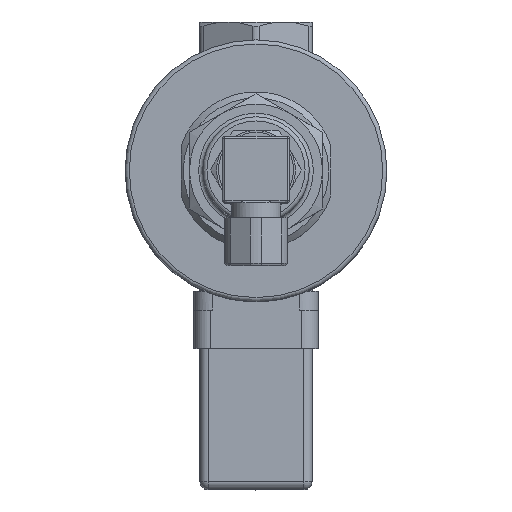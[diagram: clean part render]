
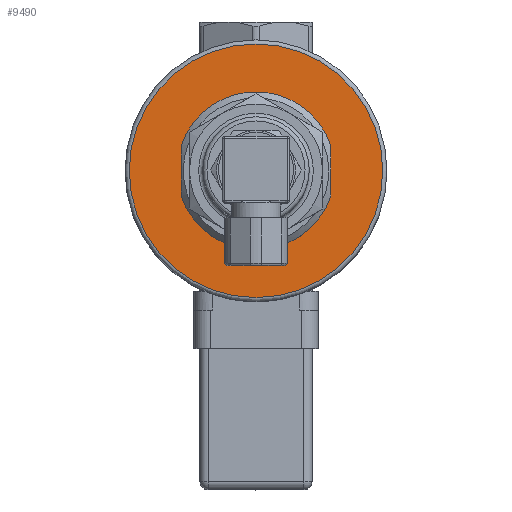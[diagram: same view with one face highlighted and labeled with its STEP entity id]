
A CAD part, top view. The second image highlights one B-rep face of the part: STEP entity #9490.
In plain terms, the highlighted planar face has unit normal (0, 0, 1).
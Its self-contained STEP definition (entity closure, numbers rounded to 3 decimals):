
#722=LINE('',#14748,#1277);
#723=LINE('',#14752,#1278);
#1277=VECTOR('',#11647,12.166);
#1278=VECTOR('',#11650,12.166);
#1745=PLANE('',#10184);
#1947=FACE_BOUND('',#2749,.T.);
#2107=FACE_OUTER_BOUND('',#2748,.T.);
#2748=EDGE_LOOP('',(#6681));
#2749=EDGE_LOOP('',(#6682,#6683,#6684,#6685));
#3439=CIRCLE('',#10185,30.5);
#3440=CIRCLE('',#10186,19.);
#3441=CIRCLE('',#10187,19.);
#4045=VERTEX_POINT('',#14744);
#4046=VERTEX_POINT('',#14746);
#4047=VERTEX_POINT('',#14747);
#4048=VERTEX_POINT('',#14749);
#4049=VERTEX_POINT('',#14751);
#5027=EDGE_CURVE('',#4045,#4045,#3439,.T.);
#5028=EDGE_CURVE('',#4046,#4047,#722,.T.);
#5029=EDGE_CURVE('',#4047,#4048,#3440,.T.);
#5030=EDGE_CURVE('',#4048,#4049,#723,.T.);
#5031=EDGE_CURVE('',#4049,#4046,#3441,.T.);
#6681=ORIENTED_EDGE('',*,*,#5027,.F.);
#6682=ORIENTED_EDGE('',*,*,#5028,.T.);
#6683=ORIENTED_EDGE('',*,*,#5029,.T.);
#6684=ORIENTED_EDGE('',*,*,#5030,.T.);
#6685=ORIENTED_EDGE('',*,*,#5031,.T.);
#9490=ADVANCED_FACE('',(#2107,#1947),#1745,.T.);
#10184=AXIS2_PLACEMENT_3D('',#14743,#11643,#11644);
#10185=AXIS2_PLACEMENT_3D('',#14745,#11645,#11646);
#10186=AXIS2_PLACEMENT_3D('',#14750,#11648,#11649);
#10187=AXIS2_PLACEMENT_3D('',#14753,#11651,#11652);
#11643=DIRECTION('center_axis',(0.,0.,
1.));
#11644=DIRECTION('ref_axis',(-1.,0.,0.));
#11645=DIRECTION('center_axis',(0.,0.,
-1.));
#11646=DIRECTION('ref_axis',(0.,-1.,0.));
#11647=DIRECTION('',(0.,-1.,0.));
#11648=DIRECTION('center_axis',(0.,0.,
-1.));
#11649=DIRECTION('ref_axis',(0.,-1.,0.));
#11650=DIRECTION('',(0.,1.,0.));
#11651=DIRECTION('center_axis',(0.,0.,
-1.));
#11652=DIRECTION('ref_axis',(0.,-1.,0.));
#14743=CARTESIAN_POINT('Origin',(0.,-22.25,130.9));
#14744=CARTESIAN_POINT('',(0.,-30.5,130.9));
#14745=CARTESIAN_POINT('Origin',(0.,0.,
130.9));
#14746=CARTESIAN_POINT('',(18.,6.083,130.9));
#14747=CARTESIAN_POINT('',(18.,-6.083,130.9));
#14748=CARTESIAN_POINT('',(18.,-9.987,130.9));
#14749=CARTESIAN_POINT('',(-18.,-6.083,130.9));
#14750=CARTESIAN_POINT('Origin',(0.,0.,
130.9));
#14751=CARTESIAN_POINT('',(-18.,6.083,130.9));
#14752=CARTESIAN_POINT('',(-18.,9.987,130.9));
#14753=CARTESIAN_POINT('Origin',(0.,0.,
130.9));
